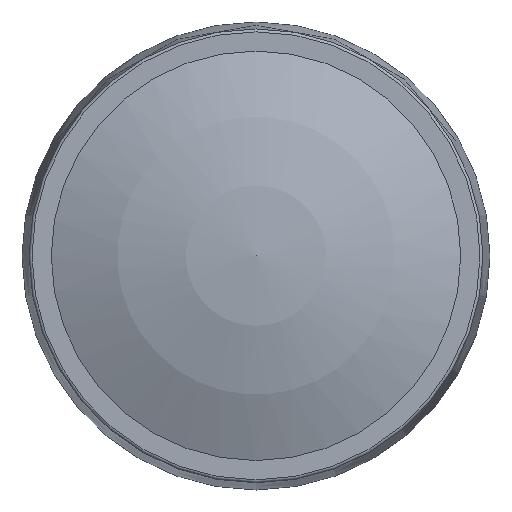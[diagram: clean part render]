
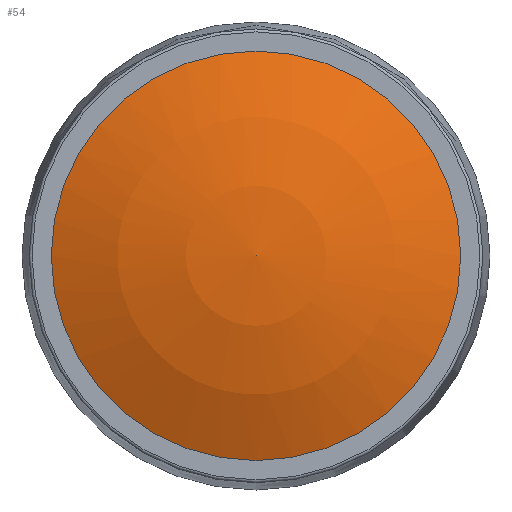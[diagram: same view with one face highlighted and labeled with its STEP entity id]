
A CAD part, top view. The second image highlights one B-rep face of the part: STEP entity #54.
In plain terms, the highlighted spherical face has radius 34.167 mm.
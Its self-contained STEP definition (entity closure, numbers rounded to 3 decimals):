
#54 = ADVANCED_FACE( '', ( #119 ), #120, .T. );
#119 = FACE_OUTER_BOUND( '', #197, .T. );
#120 = SPHERICAL_SURFACE( '', #198, 34.167 );
#197 = EDGE_LOOP( '', ( #281 ) );
#198 = AXIS2_PLACEMENT_3D( '', #282, #283, #284 );
#281 = ORIENTED_EDGE( '', *, *, #368, .T. );
#282 = CARTESIAN_POINT( '', ( 0., 0., -16.167 ) );
#283 = DIRECTION( '', ( 0., 0., 1. ) );
#284 = DIRECTION( '', ( 0., 1., 0. ) );
#368 = EDGE_CURVE( '', #414, #414, #415, .T. );
#414 = VERTEX_POINT( '', #466 );
#415 = CIRCLE( '', #467, 14. );
#466 = CARTESIAN_POINT( '', ( 0., -14., 15. ) );
#467 = AXIS2_PLACEMENT_3D( '', #522, #523, #524 );
#522 = CARTESIAN_POINT( '', ( 0., 0., 15. ) );
#523 = DIRECTION( '', ( 0., 0., 1. ) );
#524 = DIRECTION( '', ( 0., -1., 0. ) );
